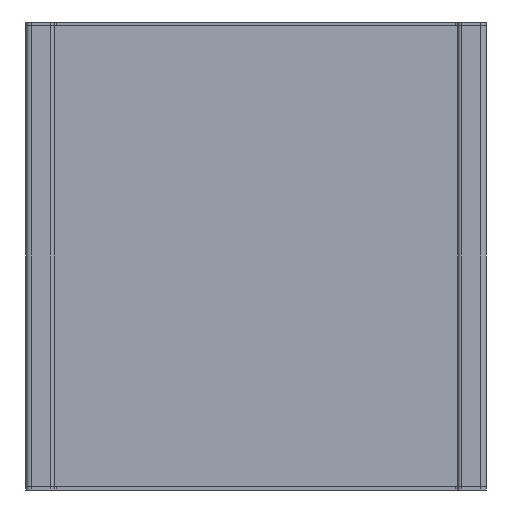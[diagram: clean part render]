
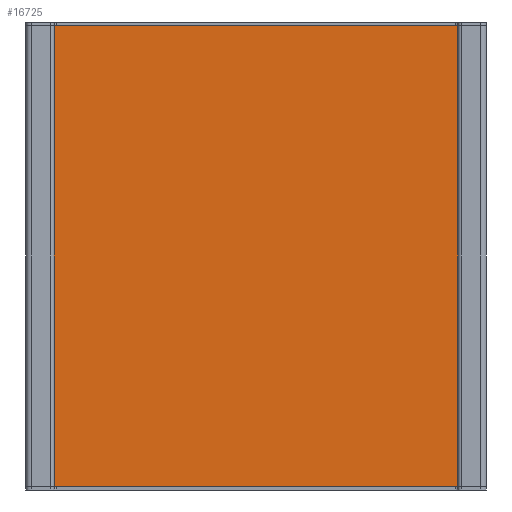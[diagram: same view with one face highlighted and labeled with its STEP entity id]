
A CAD part, front view. The second image highlights one B-rep face of the part: STEP entity #16725.
In plain terms, the highlighted planar face has unit normal (0, -1, 0).
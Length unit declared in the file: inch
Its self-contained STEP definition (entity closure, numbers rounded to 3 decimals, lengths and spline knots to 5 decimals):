
#12 = DIRECTION ( 'NONE',  ( 0., -1., 0. ) ) ;
#272 = DIRECTION ( 'NONE',  ( 0., 0., -1. ) ) ;
#313 = CARTESIAN_POINT ( 'NONE',  ( 5.5325, -0.064, -0.375 ) ) ;
#334 = ORIENTED_EDGE ( 'NONE', *, *, #1035, .T. ) ;
#597 = VERTEX_POINT ( 'NONE', #5808 ) ;
#789 = VECTOR ( 'NONE', #10595, 39.37008 ) ;
#859 = EDGE_LOOP ( 'NONE', ( #10615, #334, #17005, #12591 ) ) ;
#894 = VERTEX_POINT ( 'NONE', #19349 ) ;
#1035 = EDGE_CURVE ( 'NONE', #894, #17293, #1421, .T. ) ;
#1115 = VERTEX_POINT ( 'NONE', #2229 ) ;
#1140 = EDGE_CURVE ( 'NONE', #18735, #2373, #6317, .T. ) ;
#1421 = LINE ( 'NONE', #17854, #9204 ) ;
#1457 = VECTOR ( 'NONE', #4641, 39.37008 ) ;
#1852 = DIRECTION ( 'NONE',  ( -1., 0., 0. ) ) ;
#2012 = ORIENTED_EDGE ( 'NONE', *, *, #8934, .T. ) ;
#2174 = CARTESIAN_POINT ( 'NONE',  ( 5.7, -0.064, -0.02 ) ) ;
#2229 = CARTESIAN_POINT ( 'NONE',  ( 5.6575, -0.064, -5.619 ) ) ;
#2323 = CARTESIAN_POINT ( 'NONE',  ( 0., -0.064, -5.994 ) ) ;
#2373 = VERTEX_POINT ( 'NONE', #8204 ) ;
#2594 = CARTESIAN_POINT ( 'NONE',  ( 0., -0.064, 0. ) ) ;
#2991 = FACE_BOUND ( 'NONE', #859, .T. ) ;
#3241 = EDGE_LOOP ( 'NONE', ( #6566, #2012, #12578, #21472, #13123, #19487, #5147, #20159 ) ) ;
#3465 = CARTESIAN_POINT ( 'NONE',  ( 5.6575, -0.064, -0.375 ) ) ;
#3767 = ORIENTED_EDGE ( 'NONE', *, *, #6741, .T. ) ;
#3776 = CARTESIAN_POINT ( 'NONE',  ( 0., -0.064, 0. ) ) ;
#4183 = LINE ( 'NONE', #3776, #15436 ) ;
#4562 = CARTESIAN_POINT ( 'NONE',  ( 5.6575, -0.064, -5.619 ) ) ;
#4641 = DIRECTION ( 'NONE',  ( 0., 0., 1. ) ) ;
#4773 = VERTEX_POINT ( 'NONE', #3465 ) ;
#4964 = VERTEX_POINT ( 'NONE', #24371 ) ;
#5147 = ORIENTED_EDGE ( 'NONE', *, *, #7621, .F. ) ;
#5399 = EDGE_CURVE ( 'NONE', #17988, #18735, #22703, .T. ) ;
#5774 = DIRECTION ( 'NONE',  ( 0., 0., -1. ) ) ;
#5808 = CARTESIAN_POINT ( 'NONE',  ( 5.5325, -0.064, -5.619 ) ) ;
#5928 = EDGE_CURVE ( 'NONE', #15953, #17685, #8861, .T. ) ;
#6053 = EDGE_CURVE ( 'NONE', #4964, #20161, #11921, .T. ) ;
#6076 = LINE ( 'NONE', #12173, #19129 ) ;
#6317 = LINE ( 'NONE', #18790, #26508 ) ;
#6340 = LINE ( 'NONE', #12576, #13828 ) ;
#6566 = ORIENTED_EDGE ( 'NONE', *, *, #15303, .F. ) ;
#6741 = EDGE_CURVE ( 'NONE', #4773, #17988, #26544, .T. ) ;
#6780 = ORIENTED_EDGE ( 'NONE', *, *, #5399, .T. ) ;
#6859 = CARTESIAN_POINT ( 'NONE',  ( 0., -0.064, -0.02 ) ) ;
#7473 = ORIENTED_EDGE ( 'NONE', *, *, #8566, .T. ) ;
#7537 = VECTOR ( 'NONE', #12389, 39.37008 ) ;
#7621 = EDGE_CURVE ( 'NONE', #4964, #17685, #4183, .T. ) ;
#8204 = CARTESIAN_POINT ( 'NONE',  ( 5.5325, -0.064, -0.375 ) ) ;
#8498 = DIRECTION ( 'NONE',  ( 0., 0., -1. ) ) ;
#8566 = EDGE_CURVE ( 'NONE', #2373, #4773, #21074, .T. ) ;
#8861 = CIRCLE ( 'NONE', #21855, 0.02 ) ;
#8892 = VECTOR ( 'NONE', #12156, 39.37008 ) ;
#8934 = EDGE_CURVE ( 'NONE', #26641, #23747, #20224, .T. ) ;
#9204 = VECTOR ( 'NONE', #9301, 39.37008 ) ;
#9253 = AXIS2_PLACEMENT_3D ( 'NONE', #26529, #20690, #5774 ) ;
#9301 = DIRECTION ( 'NONE',  ( 1., 0., 0. ) ) ;
#10406 = CARTESIAN_POINT ( 'NONE',  ( 5.5325, -0.064, -5.619 ) ) ;
#10532 = DIRECTION ( 'NONE',  ( 0., 0., -1. ) ) ;
#10595 = DIRECTION ( 'NONE',  ( -1., 0., 0. ) ) ;
#10615 = ORIENTED_EDGE ( 'NONE', *, *, #13028, .T. ) ;
#10620 = AXIS2_PLACEMENT_3D ( 'NONE', #25631, #25372, #272 ) ;
#11512 = CARTESIAN_POINT ( 'NONE',  ( 5.72, -0.064, -0.02 ) ) ;
#11545 = AXIS2_PLACEMENT_3D ( 'NONE', #18743, #18608, #14542 ) ;
#11812 = EDGE_CURVE ( 'NONE', #15953, #23799, #6340, .T. ) ;
#11921 = CIRCLE ( 'NONE', #10620, 0.02 ) ;
#12156 = DIRECTION ( 'NONE',  ( 0., 0., -1. ) ) ;
#12173 = CARTESIAN_POINT ( 'NONE',  ( 5.5325, -0.064, -5.619 ) ) ;
#12357 = AXIS2_PLACEMENT_3D ( 'NONE', #21593, #13714, #15223 ) ;
#12389 = DIRECTION ( 'NONE',  ( -1., 0., 0. ) ) ;
#12446 = LINE ( 'NONE', #10406, #22993 ) ;
#12457 = CARTESIAN_POINT ( 'NONE',  ( 5.6575, -0.064, -5.369 ) ) ;
#12576 = CARTESIAN_POINT ( 'NONE',  ( 5.72, -0.064, 0. ) ) ;
#12578 = ORIENTED_EDGE ( 'NONE', *, *, #20949, .F. ) ;
#12591 = ORIENTED_EDGE ( 'NONE', *, *, #23612, .T. ) ;
#12659 = CARTESIAN_POINT ( 'NONE',  ( 5.7, -0.064, -5.994 ) ) ;
#13028 = EDGE_CURVE ( 'NONE', #597, #894, #12446, .T. ) ;
#13123 = ORIENTED_EDGE ( 'NONE', *, *, #11812, .F. ) ;
#13160 = CARTESIAN_POINT ( 'NONE',  ( 5.6575, -0.064, -0.625 ) ) ;
#13714 = DIRECTION ( 'NONE',  ( 0., -1., 0. ) ) ;
#13828 = VECTOR ( 'NONE', #10532, 39.37008 ) ;
#14542 = DIRECTION ( 'NONE',  ( 0., 0., -1. ) ) ;
#15082 = LINE ( 'NONE', #2594, #1457 ) ;
#15138 = CARTESIAN_POINT ( 'NONE',  ( 0.02, -0.064, -5.994 ) ) ;
#15223 = DIRECTION ( 'NONE',  ( 0., 0., -1. ) ) ;
#15303 = EDGE_CURVE ( 'NONE', #26641, #20161, #15082, .T. ) ;
#15349 = FACE_OUTER_BOUND ( 'NONE', #3241, .T. ) ;
#15436 = VECTOR ( 'NONE', #26584, 39.37008 ) ;
#15764 = FACE_BOUND ( 'NONE', #23742, .T. ) ;
#15953 = VERTEX_POINT ( 'NONE', #11512 ) ;
#16231 = DIRECTION ( 'NONE',  ( 0., 0., 1. ) ) ;
#16320 = VECTOR ( 'NONE', #20813, 39.37008 ) ;
#16368 = CARTESIAN_POINT ( 'NONE',  ( 5.7, -0.064, 0. ) ) ;
#16371 = CARTESIAN_POINT ( 'NONE',  ( 5.6575, -0.064, -0.375 ) ) ;
#16591 = VERTEX_POINT ( 'NONE', #12659 ) ;
#16725 = ADVANCED_FACE ( 'NONE', ( #2991, #15764, #15349 ), #19818, .T. ) ;
#16787 = DIRECTION ( 'NONE',  ( 0., 0., 1. ) ) ;
#17005 = ORIENTED_EDGE ( 'NONE', *, *, #23744, .T. ) ;
#17293 = VERTEX_POINT ( 'NONE', #12457 ) ;
#17685 = VERTEX_POINT ( 'NONE', #16368 ) ;
#17854 = CARTESIAN_POINT ( 'NONE',  ( 5.5325, -0.064, -5.369 ) ) ;
#17966 = CIRCLE ( 'NONE', #9253, 0.02 ) ;
#17988 = VERTEX_POINT ( 'NONE', #13160 ) ;
#18156 = CARTESIAN_POINT ( 'NONE',  ( 0., -0.064, -5.974 ) ) ;
#18608 = DIRECTION ( 'NONE',  ( 0., -1., 0. ) ) ;
#18611 = LINE ( 'NONE', #2323, #789 ) ;
#18735 = VERTEX_POINT ( 'NONE', #24110 ) ;
#18743 = CARTESIAN_POINT ( 'NONE',  ( 0.02, -0.064, -5.974 ) ) ;
#18790 = CARTESIAN_POINT ( 'NONE',  ( 5.5325, -0.064, -0.375 ) ) ;
#19129 = VECTOR ( 'NONE', #1852, 39.37008 ) ;
#19215 = LINE ( 'NONE', #4562, #19990 ) ;
#19349 = CARTESIAN_POINT ( 'NONE',  ( 5.5325, -0.064, -5.369 ) ) ;
#19487 = ORIENTED_EDGE ( 'NONE', *, *, #5928, .T. ) ;
#19818 = PLANE ( 'NONE',  #12357 ) ;
#19990 = VECTOR ( 'NONE', #8498, 39.37008 ) ;
#20159 = ORIENTED_EDGE ( 'NONE', *, *, #6053, .T. ) ;
#20161 = VERTEX_POINT ( 'NONE', #6859 ) ;
#20224 = CIRCLE ( 'NONE', #11545, 0.02 ) ;
#20534 = CARTESIAN_POINT ( 'NONE',  ( 5.5325, -0.064, -0.625 ) ) ;
#20690 = DIRECTION ( 'NONE',  ( 0., -1., 0. ) ) ;
#20725 = ORIENTED_EDGE ( 'NONE', *, *, #1140, .T. ) ;
#20813 = DIRECTION ( 'NONE',  ( 1., 0., 0. ) ) ;
#20949 = EDGE_CURVE ( 'NONE', #16591, #23747, #18611, .T. ) ;
#21074 = LINE ( 'NONE', #313, #16320 ) ;
#21472 = ORIENTED_EDGE ( 'NONE', *, *, #25277, .T. ) ;
#21593 = CARTESIAN_POINT ( 'NONE',  ( 0., -0.064, -5.994 ) ) ;
#21855 = AXIS2_PLACEMENT_3D ( 'NONE', #2174, #12, #24839 ) ;
#22703 = LINE ( 'NONE', #20534, #7537 ) ;
#22993 = VECTOR ( 'NONE', #16787, 39.37008 ) ;
#23548 = CARTESIAN_POINT ( 'NONE',  ( 5.72, -0.064, -5.974 ) ) ;
#23612 = EDGE_CURVE ( 'NONE', #1115, #597, #6076, .T. ) ;
#23742 = EDGE_LOOP ( 'NONE', ( #3767, #6780, #20725, #7473 ) ) ;
#23744 = EDGE_CURVE ( 'NONE', #17293, #1115, #19215, .T. ) ;
#23747 = VERTEX_POINT ( 'NONE', #15138 ) ;
#23799 = VERTEX_POINT ( 'NONE', #23548 ) ;
#24110 = CARTESIAN_POINT ( 'NONE',  ( 5.5325, -0.064, -0.625 ) ) ;
#24371 = CARTESIAN_POINT ( 'NONE',  ( 0.02, -0.064, 0. ) ) ;
#24839 = DIRECTION ( 'NONE',  ( 0., 0., -1. ) ) ;
#25277 = EDGE_CURVE ( 'NONE', #16591, #23799, #17966, .T. ) ;
#25372 = DIRECTION ( 'NONE',  ( 0., -1., 0. ) ) ;
#25631 = CARTESIAN_POINT ( 'NONE',  ( 0.02, -0.064, -0.02 ) ) ;
#26508 = VECTOR ( 'NONE', #16231, 39.37008 ) ;
#26529 = CARTESIAN_POINT ( 'NONE',  ( 5.7, -0.064, -5.974 ) ) ;
#26544 = LINE ( 'NONE', #16371, #8892 ) ;
#26584 = DIRECTION ( 'NONE',  ( 1., 0., 0. ) ) ;
#26641 = VERTEX_POINT ( 'NONE', #18156 ) ;
